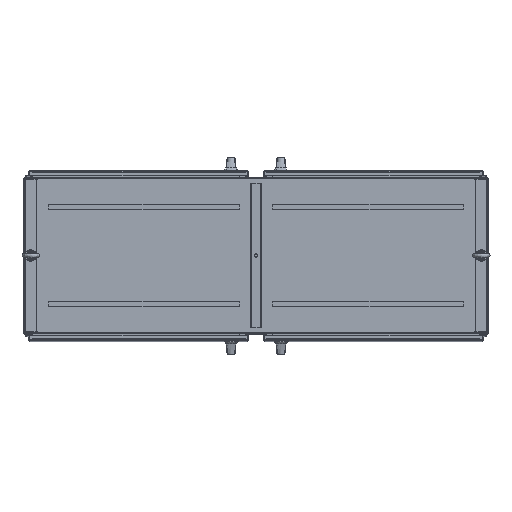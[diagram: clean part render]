
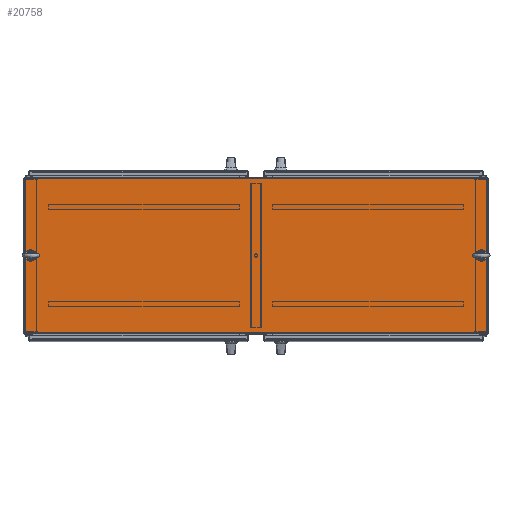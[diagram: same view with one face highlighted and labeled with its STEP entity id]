
A CAD part, top view. The second image highlights one B-rep face of the part: STEP entity #20758.
In plain terms, the highlighted planar face has unit normal (0, 0, 1).
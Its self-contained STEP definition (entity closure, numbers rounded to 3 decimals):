
#6973 = LINE ( 'NONE', #116563, #185772 ) ;
#9375 = LINE ( 'NONE', #68980, #49293 ) ;
#12772 = CARTESIAN_POINT ( 'NONE',  ( -23.935, -24.45, 45.03 ) ) ;
#15857 = LINE ( 'NONE', #12772, #191161 ) ;
#18365 = VERTEX_POINT ( 'NONE', #172509 ) ;
#20758 = ADVANCED_FACE ( 'NONE', ( #157139, #108027, #125766 ), #204197, .T. ) ;
#27190 = EDGE_LOOP ( 'NONE', ( #139823 ) ) ;
#30753 = ORIENTED_EDGE ( 'NONE', *, *, #111327, .T. ) ;
#37605 = AXIS2_PLACEMENT_3D ( 'NONE', #140428, #139406, #74753 ) ;
#39310 = CARTESIAN_POINT ( 'NONE',  ( 46.935, -12.563, 45.03 ) ) ;
#39320 = DIRECTION ( 'NONE',  ( -1., 0., 0. ) ) ;
#41595 = DIRECTION ( 'NONE',  ( 0., -1., 0. ) ) ;
#45985 = VERTEX_POINT ( 'NONE', #157717 ) ;
#47235 = DIRECTION ( 'NONE',  ( 1., 0., 0. ) ) ;
#48876 = AXIS2_PLACEMENT_3D ( 'NONE', #102858, #185417, #199003 ) ;
#49293 = VECTOR ( 'NONE', #132598, 39.37 ) ;
#63155 = EDGE_CURVE ( 'NONE', #45985, #105877, #6973, .T. ) ;
#64312 = VERTEX_POINT ( 'NONE', #182963 ) ;
#68980 = CARTESIAN_POINT ( 'NONE',  ( 47.935, -24.593, 45.03 ) ) ;
#74753 = DIRECTION ( 'NONE',  ( 1., 0., 0. ) ) ;
#82183 = EDGE_LOOP ( 'NONE', ( #30753, #100931, #82318, #200943 ) ) ;
#82193 = CIRCLE ( 'NONE', #48876, 0.375 ) ;
#82318 = ORIENTED_EDGE ( 'NONE', *, *, #120901, .T. ) ;
#87512 = CARTESIAN_POINT ( 'NONE',  ( -23.935, -0.533, 45.03 ) ) ;
#89561 = LINE ( 'NONE', #87512, #185799 ) ;
#100931 = ORIENTED_EDGE ( 'NONE', *, *, #150562, .T. ) ;
#102858 = CARTESIAN_POINT ( 'NONE',  ( -22.935, -12.563, 45.03 ) ) ;
#105877 = VERTEX_POINT ( 'NONE', #177199 ) ;
#108027 = FACE_BOUND ( 'NONE', #27190, .T. ) ;
#111327 = EDGE_CURVE ( 'NONE', #105877, #64312, #89561, .T. ) ;
#116563 = CARTESIAN_POINT ( 'NONE',  ( -23.935, -0.676, 45.03 ) ) ;
#116646 = ORIENTED_EDGE ( 'NONE', *, *, #128155, .T. ) ;
#120901 = EDGE_CURVE ( 'NONE', #18365, #45985, #9375, .T. ) ;
#124485 = CARTESIAN_POINT ( 'NONE',  ( -22.56, -12.563, 45.03 ) ) ;
#124869 = EDGE_LOOP ( 'NONE', ( #116646 ) ) ;
#125766 = FACE_BOUND ( 'NONE', #124869, .T. ) ;
#128155 = EDGE_CURVE ( 'NONE', #194671, #194671, #129552, .T. ) ;
#129552 = CIRCLE ( 'NONE', #156261, 0.375 ) ;
#132598 = DIRECTION ( 'NONE',  ( 0., 1., 0. ) ) ;
#139211 = EDGE_CURVE ( 'NONE', #155821, #155821, #82193, .T. ) ;
#139406 = DIRECTION ( 'NONE',  ( 0., 0., 1. ) ) ;
#139823 = ORIENTED_EDGE ( 'NONE', *, *, #139211, .T. ) ;
#140428 = CARTESIAN_POINT ( 'NONE',  ( -23.935, -24.593, 45.03 ) ) ;
#150562 = EDGE_CURVE ( 'NONE', #64312, #18365, #15857, .T. ) ;
#155821 = VERTEX_POINT ( 'NONE', #124485 ) ;
#156261 = AXIS2_PLACEMENT_3D ( 'NONE', #39310, #179289, #183420 ) ;
#157139 = FACE_OUTER_BOUND ( 'NONE', #82183, .T. ) ;
#157717 = CARTESIAN_POINT ( 'NONE',  ( 47.935, -0.676, 45.03 ) ) ;
#172509 = CARTESIAN_POINT ( 'NONE',  ( 47.935, -24.45, 45.03 ) ) ;
#177199 = CARTESIAN_POINT ( 'NONE',  ( -23.935, -0.676, 45.03 ) ) ;
#179289 = DIRECTION ( 'NONE',  ( 0., 0., -1. ) ) ;
#182963 = CARTESIAN_POINT ( 'NONE',  ( -23.935, -24.45, 45.03 ) ) ;
#183420 = DIRECTION ( 'NONE',  ( 1., 0., 0. ) ) ;
#185417 = DIRECTION ( 'NONE',  ( 0., 0., -1. ) ) ;
#185772 = VECTOR ( 'NONE', #39320, 39.37 ) ;
#185799 = VECTOR ( 'NONE', #41595, 39.37 ) ;
#191161 = VECTOR ( 'NONE', #47235, 39.37 ) ;
#194671 = VERTEX_POINT ( 'NONE', #195689 ) ;
#195689 = CARTESIAN_POINT ( 'NONE',  ( 47.31, -12.563, 45.03 ) ) ;
#199003 = DIRECTION ( 'NONE',  ( 1., 0., 0. ) ) ;
#200943 = ORIENTED_EDGE ( 'NONE', *, *, #63155, .T. ) ;
#204197 = PLANE ( 'NONE',  #37605 ) ;
